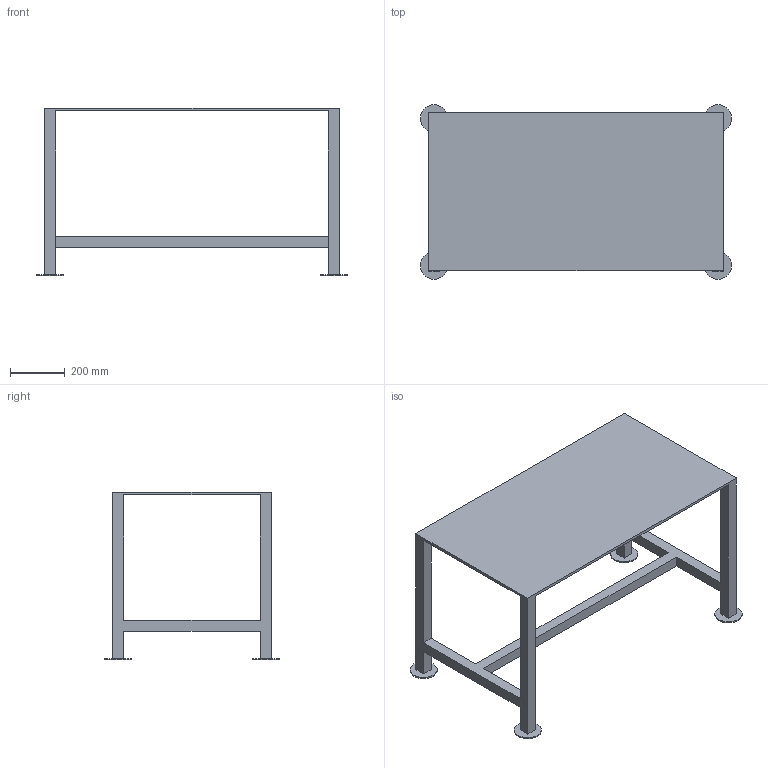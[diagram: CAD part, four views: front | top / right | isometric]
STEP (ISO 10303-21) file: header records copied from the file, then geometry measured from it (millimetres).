
FILE_DESCRIPTION(('CATIA V5 STEP Exchange'),'2;1');
FILE_NAME('masamotoman.stp','2022-03-10T11:16:11+00:00',('none'),('none'),'CATIA Version 5-6 Release 2017','CATIA V5 STEP AP203','none');
FILE_SCHEMA(('CONFIG_CONTROL_DESIGN'));
Length unit declared in the file: millimetre
Products named in the file (1): masamotoman
Bounding box: 1140 x 640 x 615 mm (x, y, z)
Volume: 13461079.6 mm3; surface area: 2036715 mm2
Topology: 1 solids, 1 shells, 38 faces, 108 edges, 72 vertices
Faces by surface type: plane 30, cylinder 8
Entity records: 1175 total; most frequent: ORIENTED_EDGE 216, CARTESIAN_POINT 201, DIRECTION 148, EDGE_CURVE 108, VECTOR 92, LINE 92, VERTEX_POINT 72, EDGE_LOOP 44
